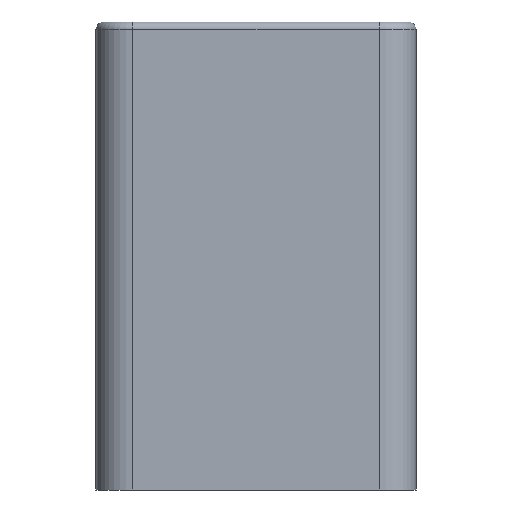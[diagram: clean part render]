
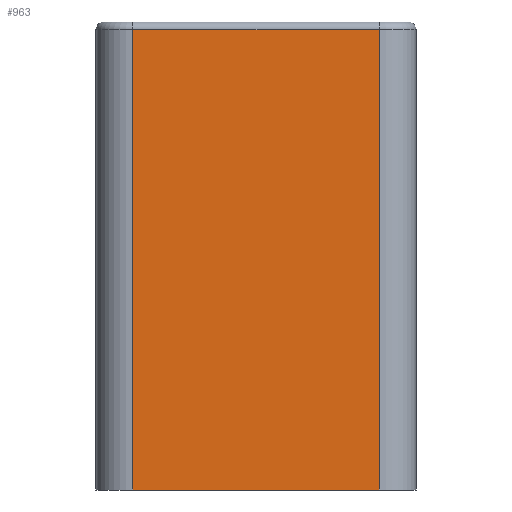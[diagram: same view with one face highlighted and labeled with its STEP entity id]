
A CAD part, front view. The second image highlights one B-rep face of the part: STEP entity #963.
In plain terms, the highlighted planar face has unit normal (0, -1, 0).
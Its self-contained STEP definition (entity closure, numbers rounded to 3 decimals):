
#38 = VERTEX_POINT ( 'NONE', #407 ) ;
#132 = ORIENTED_EDGE ( 'NONE', *, *, #1561, .T. ) ;
#254 = DIRECTION ( 'NONE',  ( 0., 0., -1. ) ) ;
#287 = VECTOR ( 'NONE', #2934, 1000. ) ;
#300 = CARTESIAN_POINT ( 'NONE',  ( 0., -36.38, 27. ) ) ;
#328 = ORIENTED_EDGE ( 'NONE', *, *, #2796, .T. ) ;
#334 = ORIENTED_EDGE ( 'NONE', *, *, #2225, .T. ) ;
#407 = CARTESIAN_POINT ( 'NONE',  ( -47.425, -36.38, -149.1 ) ) ;
#512 = DIRECTION ( 'NONE',  ( 0., -1., 0. ) ) ;
#527 = VERTEX_POINT ( 'NONE', #1893 ) ;
#553 = VECTOR ( 'NONE', #3088, 1000. ) ;
#719 = CARTESIAN_POINT ( 'NONE',  ( 47.075, -36.38, 27. ) ) ;
#963 = ADVANCED_FACE ( 'NONE', ( #985 ), #2951, .T. ) ;
#976 = DIRECTION ( 'NONE',  ( 0., 0., 1. ) ) ;
#985 = FACE_OUTER_BOUND ( 'NONE', #2210, .T. ) ;
#1081 = VERTEX_POINT ( 'NONE', #2066 ) ;
#1372 = ORIENTED_EDGE ( 'NONE', *, *, #1573, .F. ) ;
#1519 = AXIS2_PLACEMENT_3D ( 'NONE', #1732, #512, #254 ) ;
#1561 = EDGE_CURVE ( 'NONE', #527, #2978, #2224, .T. ) ;
#1573 = EDGE_CURVE ( 'NONE', #527, #38, #2723, .T. ) ;
#1721 = CARTESIAN_POINT ( 'NONE',  ( 61.075, -36.38, -149.1 ) ) ;
#1732 = CARTESIAN_POINT ( 'NONE',  ( 0., -36.38, -288.788 ) ) ;
#1868 = LINE ( 'NONE', #2546, #553 ) ;
#1893 = CARTESIAN_POINT ( 'NONE',  ( 47.075, -36.38, -149.1 ) ) ;
#2066 = CARTESIAN_POINT ( 'NONE',  ( -47.425, -36.38, 27. ) ) ;
#2203 = LINE ( 'NONE', #300, #287 ) ;
#2210 = EDGE_LOOP ( 'NONE', ( #132, #334, #328, #1372 ) ) ;
#2224 = LINE ( 'NONE', #3007, #2811 ) ;
#2225 = EDGE_CURVE ( 'NONE', #2978, #1081, #2203, .T. ) ;
#2546 = CARTESIAN_POINT ( 'NONE',  ( -47.425, -36.38, -288.788 ) ) ;
#2723 = LINE ( 'NONE', #1721, #3158 ) ;
#2796 = EDGE_CURVE ( 'NONE', #1081, #38, #1868, .T. ) ;
#2811 = VECTOR ( 'NONE', #976, 1000. ) ;
#2934 = DIRECTION ( 'NONE',  ( -1., 0., 0. ) ) ;
#2951 = PLANE ( 'NONE',  #1519 ) ;
#2978 = VERTEX_POINT ( 'NONE', #719 ) ;
#2988 = DIRECTION ( 'NONE',  ( -1., 0., 0. ) ) ;
#3007 = CARTESIAN_POINT ( 'NONE',  ( 47.075, -36.38, 0. ) ) ;
#3088 = DIRECTION ( 'NONE',  ( 0., 0., -1. ) ) ;
#3158 = VECTOR ( 'NONE', #2988, 1000. ) ;
